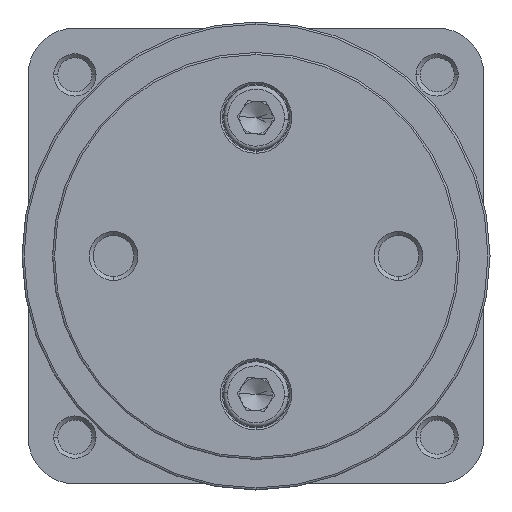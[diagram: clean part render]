
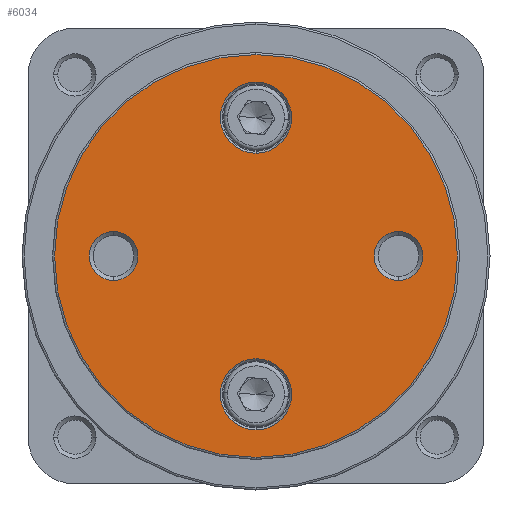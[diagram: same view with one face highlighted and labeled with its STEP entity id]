
A CAD part, left-side view. The second image highlights one B-rep face of the part: STEP entity #6034.
In plain terms, the highlighted planar face has unit normal (-1, 0, 0).
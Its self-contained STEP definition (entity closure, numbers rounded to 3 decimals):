
#596 = EDGE_LOOP ( 'NONE', ( #8474, #8475 ) ) ;
#605 = EDGE_LOOP ( 'NONE', ( #8470, #8471 ) ) ;
#607 = EDGE_LOOP ( 'NONE', ( #8472, #8473 ) ) ;
#608 = EDGE_LOOP ( 'NONE', ( #8476, #8477 ) ) ;
#609 = EDGE_LOOP ( 'NONE', ( #8478, #8479 ) ) ;
#1002 = CIRCLE ( 'NONE', #4672, 49.5 ) ;
#1014 = CIRCLE ( 'NONE', #4682, 8.75 ) ;
#1020 = CIRCLE ( 'NONE', #4683, 8.75 ) ;
#1062 = CIRCLE ( 'NONE', #4699, 6. ) ;
#1068 = CIRCLE ( 'NONE', #4700, 6. ) ;
#1132 = CIRCLE ( 'NONE', #4716, 6. ) ;
#1138 = CIRCLE ( 'NONE', #4722, 6. ) ;
#1139 = CIRCLE ( 'NONE', #4723, 8.75 ) ;
#1143 = CIRCLE ( 'NONE', #4727, 49.5 ) ;
#1144 = CIRCLE ( 'NONE', #4728, 8.75 ) ;
#1385 = AXIS2_PLACEMENT_3D ( 'NONE', #3590, #3602, #3603 ) ;
#2404 = FACE_OUTER_BOUND ( 'NONE', #605, .T. ) ;
#2412 = FACE_BOUND ( 'NONE', #609, .T. ) ;
#2418 = FACE_BOUND ( 'NONE', #607, .T. ) ;
#2420 = FACE_BOUND ( 'NONE', #596, .T. ) ;
#2422 = FACE_BOUND ( 'NONE', #608, .T. ) ;
#3590 = CARTESIAN_POINT ( 'NONE',  ( 0., 0., 0. ) ) ;
#3599 = PLANE ( 'NONE',  #1385 ) ;
#3602 = DIRECTION ( 'NONE',  ( 1., 0., 0. ) ) ;
#3603 = DIRECTION ( 'NONE',  ( 0., 0., -1. ) ) ;
#4139 = EDGE_CURVE ( 'NONE', #6381, #6382, #1002, .T. ) ;
#4149 = EDGE_CURVE ( 'NONE', #6404, #6403, #1014, .T. ) ;
#4153 = EDGE_CURVE ( 'NONE', #6408, #6407, #1020, .T. ) ;
#4181 = EDGE_CURVE ( 'NONE', #6436, #6435, #1062, .T. ) ;
#4185 = EDGE_CURVE ( 'NONE', #6440, #6439, #1068, .T. ) ;
#4227 = EDGE_CURVE ( 'NONE', #6439, #6440, #1132, .T. ) ;
#4233 = EDGE_CURVE ( 'NONE', #6435, #6436, #1138, .T. ) ;
#4234 = EDGE_CURVE ( 'NONE', #6403, #6404, #1139, .T. ) ;
#4238 = EDGE_CURVE ( 'NONE', #6382, #6381, #1143, .T. ) ;
#4239 = EDGE_CURVE ( 'NONE', #6407, #6408, #1144, .T. ) ;
#4672 = AXIS2_PLACEMENT_3D ( 'NONE', #5403, #5404, #5405 ) ;
#4682 = AXIS2_PLACEMENT_3D ( 'NONE', #5433, #5434, #5435 ) ;
#4683 = AXIS2_PLACEMENT_3D ( 'NONE', #5443, #5444, #5445 ) ;
#4699 = AXIS2_PLACEMENT_3D ( 'NONE', #5513, #5514, #5515 ) ;
#4700 = AXIS2_PLACEMENT_3D ( 'NONE', #5523, #5524, #5525 ) ;
#4716 = AXIS2_PLACEMENT_3D ( 'NONE', #5618, #5625, #5626 ) ;
#4722 = AXIS2_PLACEMENT_3D ( 'NONE', #5636, #5643, #5644 ) ;
#4723 = AXIS2_PLACEMENT_3D ( 'NONE', #5639, #5646, #5647 ) ;
#4727 = AXIS2_PLACEMENT_3D ( 'NONE', #5651, #5658, #5659 ) ;
#4728 = AXIS2_PLACEMENT_3D ( 'NONE', #5654, #5661, #5662 ) ;
#5403 = CARTESIAN_POINT ( 'NONE',  ( 0., 0., 0. ) ) ;
#5404 = DIRECTION ( 'NONE',  ( -1., 0., 0. ) ) ;
#5405 = DIRECTION ( 'NONE',  ( 0., 0., -1. ) ) ;
#5433 = CARTESIAN_POINT ( 'NONE',  ( 0., 0., 34. ) ) ;
#5434 = DIRECTION ( 'NONE',  ( 1., 0., 0. ) ) ;
#5435 = DIRECTION ( 'NONE',  ( 0., 0., -1. ) ) ;
#5443 = CARTESIAN_POINT ( 'NONE',  ( 0., 0., -34. ) ) ;
#5444 = DIRECTION ( 'NONE',  ( 1., 0., 0. ) ) ;
#5445 = DIRECTION ( 'NONE',  ( 0., 0., -1. ) ) ;
#5513 = CARTESIAN_POINT ( 'NONE',  ( 0., 35., 0. ) ) ;
#5514 = DIRECTION ( 'NONE',  ( 1., 0., 0. ) ) ;
#5515 = DIRECTION ( 'NONE',  ( 0., 0., -1. ) ) ;
#5523 = CARTESIAN_POINT ( 'NONE',  ( 0., -35., 0. ) ) ;
#5524 = DIRECTION ( 'NONE',  ( 1., 0., 0. ) ) ;
#5525 = DIRECTION ( 'NONE',  ( 0., 0., -1. ) ) ;
#5618 = CARTESIAN_POINT ( 'NONE',  ( 0., -35., 0. ) ) ;
#5625 = DIRECTION ( 'NONE',  ( 1., 0., 0. ) ) ;
#5626 = DIRECTION ( 'NONE',  ( 0., 0., -1. ) ) ;
#5636 = CARTESIAN_POINT ( 'NONE',  ( 0., 35., 0. ) ) ;
#5639 = CARTESIAN_POINT ( 'NONE',  ( 0., 0., 34. ) ) ;
#5643 = DIRECTION ( 'NONE',  ( 1., 0., 0. ) ) ;
#5644 = DIRECTION ( 'NONE',  ( 0., 0., -1. ) ) ;
#5646 = DIRECTION ( 'NONE',  ( 1., 0., 0. ) ) ;
#5647 = DIRECTION ( 'NONE',  ( 0., 0., -1. ) ) ;
#5651 = CARTESIAN_POINT ( 'NONE',  ( 0., 0., 0. ) ) ;
#5654 = CARTESIAN_POINT ( 'NONE',  ( 0., 0., -34. ) ) ;
#5658 = DIRECTION ( 'NONE',  ( -1., 0., 0. ) ) ;
#5659 = DIRECTION ( 'NONE',  ( 0., 0., -1. ) ) ;
#5661 = DIRECTION ( 'NONE',  ( 1., 0., 0. ) ) ;
#5662 = DIRECTION ( 'NONE',  ( 0., 0., -1. ) ) ;
#6034 = ADVANCED_FACE ( 'NONE', ( #2404, #2418, #2420, #2422, #2412 ), #3599, .F. ) ;
#6381 = VERTEX_POINT ( 'NONE', #7572 ) ;
#6382 = VERTEX_POINT ( 'NONE', #7573 ) ;
#6403 = VERTEX_POINT ( 'NONE', #7594 ) ;
#6404 = VERTEX_POINT ( 'NONE', #7595 ) ;
#6407 = VERTEX_POINT ( 'NONE', #7598 ) ;
#6408 = VERTEX_POINT ( 'NONE', #7599 ) ;
#6435 = VERTEX_POINT ( 'NONE', #7626 ) ;
#6436 = VERTEX_POINT ( 'NONE', #7627 ) ;
#6439 = VERTEX_POINT ( 'NONE', #7630 ) ;
#6440 = VERTEX_POINT ( 'NONE', #7631 ) ;
#7572 = CARTESIAN_POINT ( 'NONE',  ( 0., 0., 49.5 ) ) ;
#7573 = CARTESIAN_POINT ( 'NONE',  ( 0., 0., -49.5 ) ) ;
#7594 = CARTESIAN_POINT ( 'NONE',  ( 0., 0., 25.25 ) ) ;
#7595 = CARTESIAN_POINT ( 'NONE',  ( 0., 0., 42.75 ) ) ;
#7598 = CARTESIAN_POINT ( 'NONE',  ( 0., 0., -42.75 ) ) ;
#7599 = CARTESIAN_POINT ( 'NONE',  ( 0., 0., -25.25 ) ) ;
#7626 = CARTESIAN_POINT ( 'NONE',  ( 0., 35., -6. ) ) ;
#7627 = CARTESIAN_POINT ( 'NONE',  ( 0., 35., 6. ) ) ;
#7630 = CARTESIAN_POINT ( 'NONE',  ( 0., -35., -6. ) ) ;
#7631 = CARTESIAN_POINT ( 'NONE',  ( 0., -35., 6. ) ) ;
#8470 = ORIENTED_EDGE ( 'NONE', *, *, #4238, .T. ) ;
#8471 = ORIENTED_EDGE ( 'NONE', *, *, #4139, .T. ) ;
#8472 = ORIENTED_EDGE ( 'NONE', *, *, #4153, .T. ) ;
#8473 = ORIENTED_EDGE ( 'NONE', *, *, #4239, .T. ) ;
#8474 = ORIENTED_EDGE ( 'NONE', *, *, #4149, .T. ) ;
#8475 = ORIENTED_EDGE ( 'NONE', *, *, #4234, .T. ) ;
#8476 = ORIENTED_EDGE ( 'NONE', *, *, #4185, .T. ) ;
#8477 = ORIENTED_EDGE ( 'NONE', *, *, #4227, .T. ) ;
#8478 = ORIENTED_EDGE ( 'NONE', *, *, #4181, .T. ) ;
#8479 = ORIENTED_EDGE ( 'NONE', *, *, #4233, .T. ) ;
